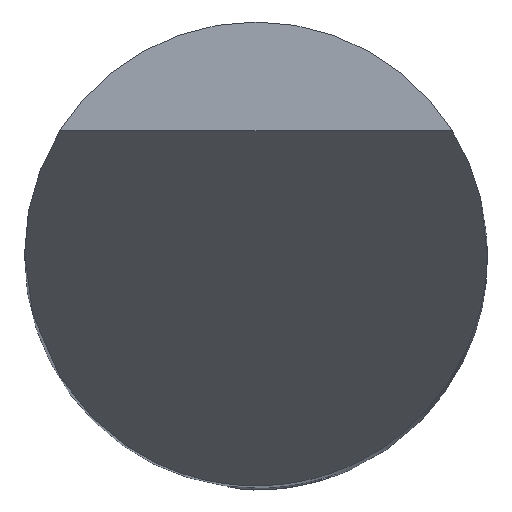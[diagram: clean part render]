
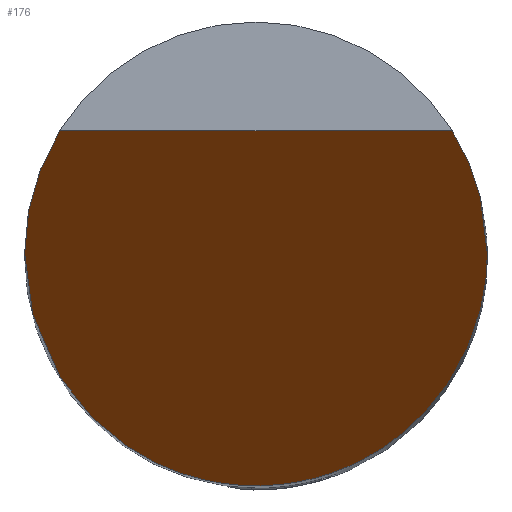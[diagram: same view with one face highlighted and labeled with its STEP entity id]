
A CAD part, top view. The second image highlights one B-rep face of the part: STEP entity #176.
In plain terms, the highlighted planar face has unit normal (0, -0.866, 0.5).
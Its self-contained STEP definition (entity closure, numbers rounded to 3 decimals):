
#85=LINE('',#1221,#110);
#110=VECTOR('',#825,1.);
#176=ADVANCED_FACE('',(#226),#205,.F.);
#205=PLANE('',#728);
#226=FACE_OUTER_BOUND('',#263,.T.);
#263=EDGE_LOOP('',(#363,#364,#365,#366));
#363=ORIENTED_EDGE('',*,*,#556,.T.);
#364=ORIENTED_EDGE('',*,*,#554,.T.);
#365=ORIENTED_EDGE('',*,*,#558,.T.);
#366=ORIENTED_EDGE('',*,*,#594,.T.);
#490=VERTEX_POINT('',#1017);
#491=VERTEX_POINT('',#1022);
#492=VERTEX_POINT('',#1029);
#493=VERTEX_POINT('',#1031);
#554=EDGE_CURVE('',#491,#490,#663,.T.);
#556=EDGE_CURVE('',#492,#491,#664,.T.);
#558=EDGE_CURVE('',#490,#493,#665,.T.);
#594=EDGE_CURVE('',#493,#492,#85,.T.);
#663=(
BOUNDED_CURVE()
B_SPLINE_CURVE(3,(#1018,#1019,#1020,#1021),.UNSPECIFIED.,.F.,.F.)
B_SPLINE_CURVE_WITH_KNOTS((4,4),(0.,1.),.UNSPECIFIED.)
CURVE()
GEOMETRIC_REPRESENTATION_ITEM()
RATIONAL_B_SPLINE_CURVE((1.,0.333,0.333,1.))
REPRESENTATION_ITEM('')
);
#664=(
BOUNDED_CURVE()
B_SPLINE_CURVE(3,(#1025,#1026,#1027,#1028),.UNSPECIFIED.,.F.,.F.)
B_SPLINE_CURVE_WITH_KNOTS((4,4),(0.,1.),.UNSPECIFIED.)
CURVE()
GEOMETRIC_REPRESENTATION_ITEM()
RATIONAL_B_SPLINE_CURVE((1.,0.974,0.974,1.))
REPRESENTATION_ITEM('')
);
#665=(
BOUNDED_CURVE()
B_SPLINE_CURVE(3,(#1032,#1033,#1034,#1035),.UNSPECIFIED.,.F.,.F.)
B_SPLINE_CURVE_WITH_KNOTS((4,4),(0.,1.),.UNSPECIFIED.)
CURVE()
GEOMETRIC_REPRESENTATION_ITEM()
RATIONAL_B_SPLINE_CURVE((1.,0.974,0.974,1.))
REPRESENTATION_ITEM('')
);
#728=AXIS2_PLACEMENT_3D('',#1223,#828,#829);
#825=DIRECTION('',(-1.,0.,0.));
#828=DIRECTION('',(0.,0.866,-0.5));
#829=DIRECTION('',(0.,0.5,0.866));
#1017=CARTESIAN_POINT('',(3.,0.,0.));
#1018=CARTESIAN_POINT('',(-3.,0.,0.));
#1019=CARTESIAN_POINT('',(-3.,-6.,-10.392));
#1020=CARTESIAN_POINT('',(3.,-6.,-10.392));
#1021=CARTESIAN_POINT('',(3.,0.,0.));
#1022=CARTESIAN_POINT('',(-3.,0.,0.));
#1025=CARTESIAN_POINT('',(-2.545,1.588,2.75));
#1026=CARTESIAN_POINT('',(-2.844,1.108,1.92));
#1027=CARTESIAN_POINT('',(-3.,0.565,0.979));
#1028=CARTESIAN_POINT('',(-3.,0.,0.));
#1029=CARTESIAN_POINT('',(-2.545,1.588,2.75));
#1031=CARTESIAN_POINT('',(2.545,1.588,2.75));
#1032=CARTESIAN_POINT('',(3.,0.,0.));
#1033=CARTESIAN_POINT('',(3.,0.565,0.979));
#1034=CARTESIAN_POINT('',(2.844,1.108,1.92));
#1035=CARTESIAN_POINT('',(2.545,1.588,2.75));
#1221=CARTESIAN_POINT('',(0.,1.588,2.75));
#1223=CARTESIAN_POINT('',(3.,-3.,-5.196));
